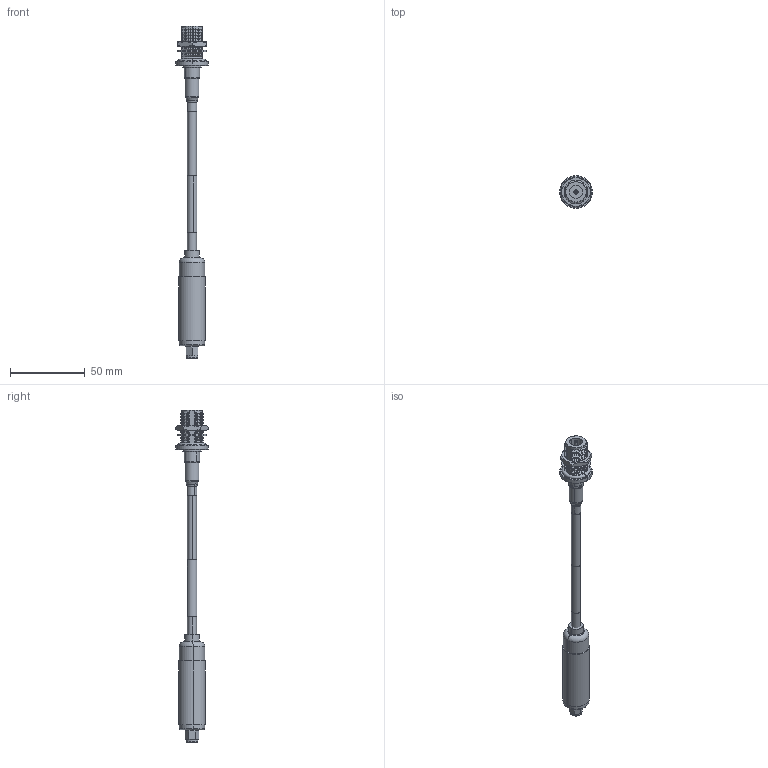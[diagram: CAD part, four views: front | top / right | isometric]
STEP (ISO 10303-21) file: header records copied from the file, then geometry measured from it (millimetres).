
FILE_DESCRIPTION (( 'STEP AP214' ), '1' );
FILE_NAME ('FMCA1121-WP_3D.step', '2024-11-14T23:30:35', ( '' ), ( '' ), 'SwSTEP 2.0', 'SolidWorks 2022', '' );
FILE_SCHEMA (( 'AUTOMOTIVE_DESIGN' ));
Length unit declared in the file: inch
Products named in the file (17): HeatShrink_EZ-240-TM-X; TC-240-SM-SS-X_ferrule; 3AA03-013; LMR-240_默认; TC-240-NF-BH-X-MA4; ANF-3700-MA4; TC-240-SM-SS-X_body; TC-240-SM-SS-X; TC-240-SM-SS-X_c-contact; 1AW01-003_.242" ID X 1.50; FMCA1121-WP_3D; TC-240-NF-BH-X-MA1; TC-240-NF-BH-X-MA2; PECB008; TC-240-NF-BH-X; 3AA02-017; TC-240-NF-BH-X-MA3
Assembly tree (16 placements, depth 3):
  FMCA1121-WP_3D
    1AW01-003_.242" ID X 1.50
    LMR-240_默认
    TC-240-SM-SS-X
      TC-240-SM-SS-X_body
      TC-240-SM-SS-X_c-contact
      TC-240-SM-SS-X_ferrule
    TC-240-NF-BH-X
      TC-240-NF-BH-X-MA1
      TC-240-NF-BH-X-MA2
      TC-240-NF-BH-X-MA3
      TC-240-NF-BH-X-MA4
      3AA02-017
      3AA03-013
      ANF-3700-MA4
    HeatShrink_EZ-240-TM-X
    PECB008
Bounding box: 21.8 x 22 x 222.08 mm (x, y, z)
Volume: 25239 mm3; surface area: 18461.3 mm2
Topology: 14 solids, 14 shells, 619 faces, 1512 edges, 955 vertices
Faces by surface type: cylinder 233, cone 221, plane 137, torus 26, sphere 2
Entity records: 20016 total; most frequent: CARTESIAN_POINT 4225, DIRECTION 3286, ORIENTED_EDGE 3024, EDGE_CURVE 1512, AXIS2_PLACEMENT_3D 1364, VERTEX_POINT 955, CIRCLE 724, EDGE_LOOP 671
